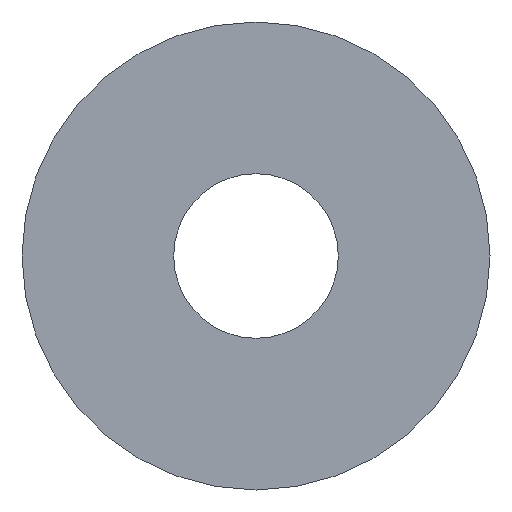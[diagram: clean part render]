
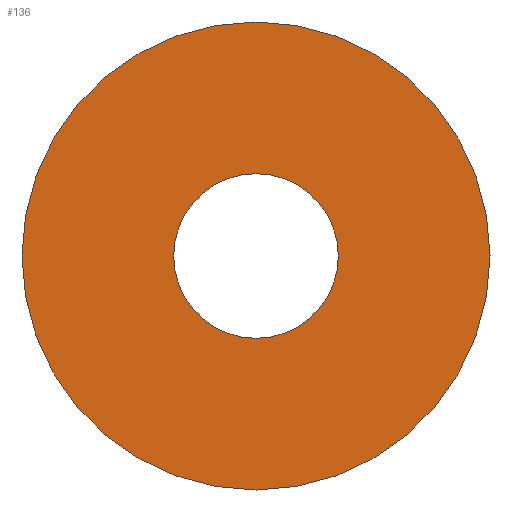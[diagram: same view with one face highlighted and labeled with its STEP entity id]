
A CAD part, left-side view. The second image highlights one B-rep face of the part: STEP entity #136.
In plain terms, the highlighted planar face has unit normal (-1, 0, 0).
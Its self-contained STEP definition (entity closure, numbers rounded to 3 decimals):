
#74 = EDGE_CURVE( '', #106, #132, #186, .T. );
#106 = VERTEX_POINT( '', #219 );
#110 = VERTEX_POINT( '', #223 );
#116 = VERTEX_POINT( '', #232 );
#128 = EDGE_CURVE( '', #110, #116, #245, .T. );
#132 = VERTEX_POINT( '', #249 );
#134 = EDGE_CURVE( '', #132, #106, #251, .T. );
#136 = ADVANCED_FACE( '', ( #253, #254 ), #255, .T. );
#158 = EDGE_CURVE( '', #116, #110, #282, .T. );
#186 = CIRCLE( '', #304, 10.2 );
#219 = CARTESIAN_POINT( '', ( -52., -10.2, 0. ) );
#223 = CARTESIAN_POINT( '', ( -52., 29., 0. ) );
#232 = CARTESIAN_POINT( '', ( -52., -29., 0. ) );
#245 = CIRCLE( '', #378, 29. );
#249 = CARTESIAN_POINT( '', ( -52., 10.2, 0. ) );
#251 = CIRCLE( '', #386, 10.2 );
#253 = FACE_BOUND( '', #388, .T. );
#254 = FACE_OUTER_BOUND( '', #389, .T. );
#255 = PLANE( '', #390 );
#282 = CIRCLE( '', #426, 29. );
#304 = AXIS2_PLACEMENT_3D( '', #442, #443, #444 );
#378 = AXIS2_PLACEMENT_3D( '', #498, #499, #500 );
#386 = AXIS2_PLACEMENT_3D( '', #504, #505, #506 );
#388 = EDGE_LOOP( '', ( #508, #509 ) );
#389 = EDGE_LOOP( '', ( #510, #511 ) );
#390 = AXIS2_PLACEMENT_3D( '', #512, #513, #514 );
#426 = AXIS2_PLACEMENT_3D( '', #556, #557, #558 );
#442 = CARTESIAN_POINT( '', ( -52., 0., 0. ) );
#443 = DIRECTION( '', ( -1., 0., 0. ) );
#444 = DIRECTION( '', ( 0., 1., 0. ) );
#498 = CARTESIAN_POINT( '', ( -52., 0., 0. ) );
#499 = DIRECTION( '', ( -1., 0., 0. ) );
#500 = DIRECTION( '', ( 0., 1., 0. ) );
#504 = CARTESIAN_POINT( '', ( -52., 0., 0. ) );
#505 = DIRECTION( '', ( -1., 0., 0. ) );
#506 = DIRECTION( '', ( 0., 1., 0. ) );
#508 = ORIENTED_EDGE( '', *, *, #134, .F. );
#509 = ORIENTED_EDGE( '', *, *, #74, .F. );
#510 = ORIENTED_EDGE( '', *, *, #128, .T. );
#511 = ORIENTED_EDGE( '', *, *, #158, .T. );
#512 = CARTESIAN_POINT( '', ( -52., 19.6, 0. ) );
#513 = DIRECTION( '', ( -1., 0., 0. ) );
#514 = DIRECTION( '', ( 0., 1., 0. ) );
#556 = CARTESIAN_POINT( '', ( -52., 0., 0. ) );
#557 = DIRECTION( '', ( -1., 0., 0. ) );
#558 = DIRECTION( '', ( 0., 1., 0. ) );
